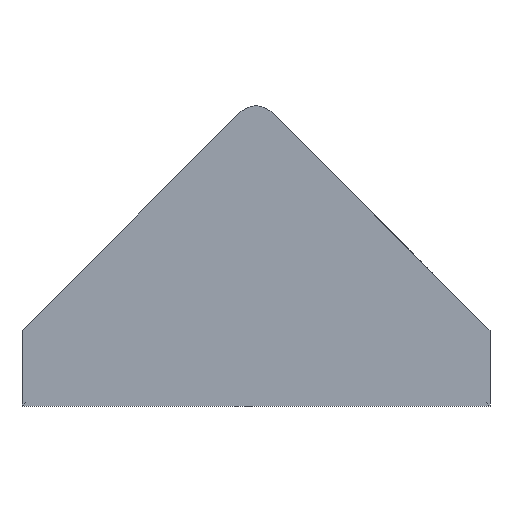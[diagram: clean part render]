
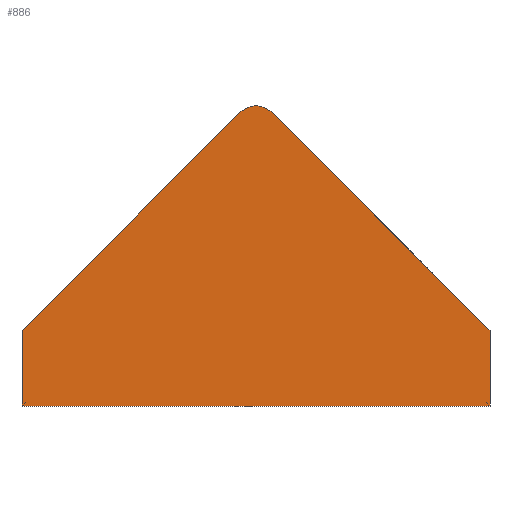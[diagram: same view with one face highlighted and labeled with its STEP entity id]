
A CAD part, front view. The second image highlights one B-rep face of the part: STEP entity #886.
In plain terms, the highlighted planar face has unit normal (0, -1, 0).
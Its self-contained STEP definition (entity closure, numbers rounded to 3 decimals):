
#84=CIRCLE('',#990,3.);
#132=FACE_OUTER_BOUND('',#186,.T.);
#186=EDGE_LOOP('',(#797,#798,#799,#800,#801,#802));
#191=LINE('',#1277,#273);
#261=LINE('',#1508,#343);
#266=LINE('',#1517,#348);
#269=LINE('',#1522,#351);
#270=LINE('',#1523,#352);
#273=VECTOR('',#1003,10.);
#343=VECTOR('',#1249,10.);
#348=VECTOR('',#1256,10.);
#351=VECTOR('',#1263,10.);
#352=VECTOR('',#1264,10.);
#355=VERTEX_POINT('',#1274);
#356=VERTEX_POINT('',#1276);
#427=VERTEX_POINT('',#1500);
#428=VERTEX_POINT('',#1502);
#429=VERTEX_POINT('',#1507);
#432=VERTEX_POINT('',#1515);
#435=EDGE_CURVE('',#356,#355,#191,.T.);
#546=EDGE_CURVE('',#428,#427,#84,.T.);
#549=EDGE_CURVE('',#429,#428,#261,.T.);
#554=EDGE_CURVE('',#427,#432,#266,.T.);
#557=EDGE_CURVE('',#356,#432,#269,.T.);
#558=EDGE_CURVE('',#355,#429,#270,.T.);
#797=ORIENTED_EDGE('',*,*,#554,.T.);
#798=ORIENTED_EDGE('',*,*,#557,.F.);
#799=ORIENTED_EDGE('',*,*,#435,.T.);
#800=ORIENTED_EDGE('',*,*,#558,.T.);
#801=ORIENTED_EDGE('',*,*,#549,.T.);
#802=ORIENTED_EDGE('',*,*,#546,.T.);
#836=PLANE('',#994);
#886=ADVANCED_FACE('',(#132),#836,.T.);
#990=AXIS2_PLACEMENT_3D('',#1503,#1243,#1244);
#994=AXIS2_PLACEMENT_3D('',#1521,#1261,#1262);
#1003=DIRECTION('',(1.,0.,0.));
#1243=DIRECTION('center_axis',(0.,-1.,0.));
#1244=DIRECTION('ref_axis',(0.707,0.,0.707));
#1249=DIRECTION('',(-0.707,0.,0.707));
#1256=DIRECTION('',(-0.707,0.,-0.707));
#1261=DIRECTION('center_axis',(0.,-1.,0.));
#1262=DIRECTION('ref_axis',(1.,0.,0.));
#1263=DIRECTION('',(0.,0.,1.));
#1264=DIRECTION('',(0.,0.,1.));
#1274=CARTESIAN_POINT('',(31.,-63.,0.));
#1276=CARTESIAN_POINT('',(-31.,-63.,0.));
#1277=CARTESIAN_POINT('',(-31.,-63.,0.));
#1500=CARTESIAN_POINT('',(-2.121,-63.,38.879));
#1502=CARTESIAN_POINT('',(2.121,-63.,38.879));
#1503=CARTESIAN_POINT('Origin',(0.,-63.,36.757));
#1507=CARTESIAN_POINT('',(31.,-63.,10.));
#1508=CARTESIAN_POINT('',(18.,-63.,23.));
#1515=CARTESIAN_POINT('',(-31.,-63.,10.));
#1517=CARTESIAN_POINT('',(-19.061,-63.,21.939));
#1521=CARTESIAN_POINT('Origin',(-31.,-63.,0.));
#1522=CARTESIAN_POINT('',(-31.,-63.,0.));
#1523=CARTESIAN_POINT('',(31.,-63.,0.));
